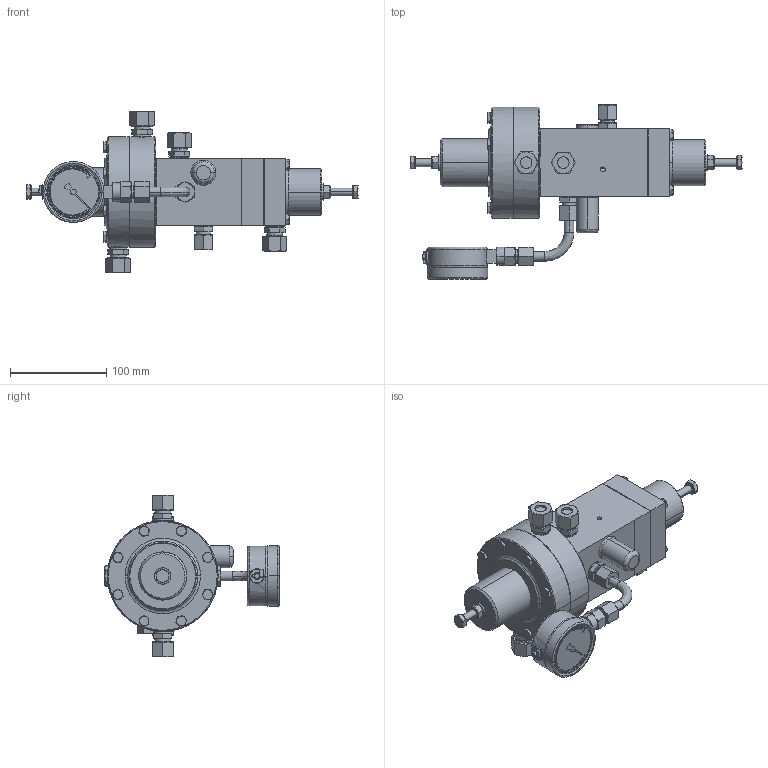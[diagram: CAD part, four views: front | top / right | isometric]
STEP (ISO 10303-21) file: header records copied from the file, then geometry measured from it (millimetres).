
FILE_DESCRIPTION (( 'STEP AP214' ), '1' );
FILE_NAME ('HON625_HP.STEP', '2017-03-02T12:33:06', ( '' ), ( '' ), 'SwSTEP 2.0', 'SolidWorks 2015', '' );
FILE_SCHEMA (( 'AUTOMOTIVE_DESIGN' ));
Length unit declared in the file: millimetre
Products named in the file (1): HON625_HP
Bounding box: 344.77 x 180.77 x 168 mm (x, y, z)
Volume: 1557160.5 mm3; surface area: 146277.7 mm2
Topology: 1 solids, 1 shells, 972 faces, 2386 edges, 1491 vertices
Faces by surface type: plane 414, cone 335, cylinder 147, bspline 76
Entity records: 58188 total; most frequent: CARTESIAN_POINT 27680, ORIENTED_EDGE 4772, DIRECTION 2863, EDGE_CURVE 2386, VERTEX_POINT 1491, B_SPLINE_CURVE_WITH_KNOTS 1461, EDGE_LOOP 1071, AXIS2_PLACEMENT_3D 1047
